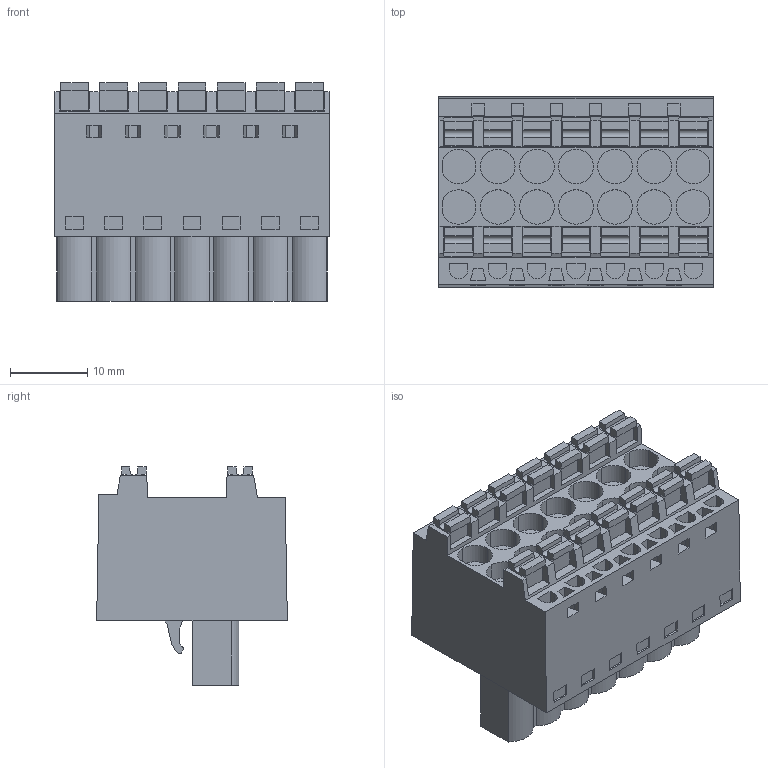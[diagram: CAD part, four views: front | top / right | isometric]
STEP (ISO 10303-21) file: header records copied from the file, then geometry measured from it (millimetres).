
FILE_DESCRIPTION(('CATIA V5 STEP Exchange','CAx-IF Rec.Pracs.--- Model Styling and Organization---1.4--- 2014-01-23'),'2;1');
FILE_NAME ('D1446245_0_1001200000_1001200000.stp','2017-09-09T08:17:38+00:00',('none'),('Weidmueller'),'CATIA Version 5-6 Release 2016','CATIA V5 STEP AP214','none');
FILE_SCHEMA(('AUTOMOTIVE_DESIGN { 1 0 10303 214 1 1 1 1 }'));
Length unit declared in the file: millimetre
Products named in the file (1): 1001200000
Bounding box: 35.56 x 24.75 x 28.33 mm (x, y, z)
Volume: 15024.2 mm3; surface area: 7137.3 mm2
Topology: 15 solids, 15 shells, 747 faces, 2086 edges, 1426 vertices
Faces by surface type: plane 641, cylinder 98, extrusion 8
Entity records: 21913 total; most frequent: ORIENTED_EDGE 4172, CARTESIAN_POINT 4034, DIRECTION 2803, EDGE_CURVE 2086, VECTOR 1869, LINE 1861, VERTEX_POINT 1426, EDGE_LOOP 828
